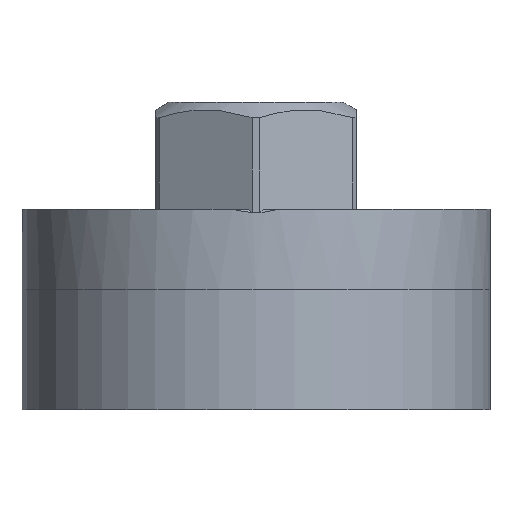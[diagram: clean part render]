
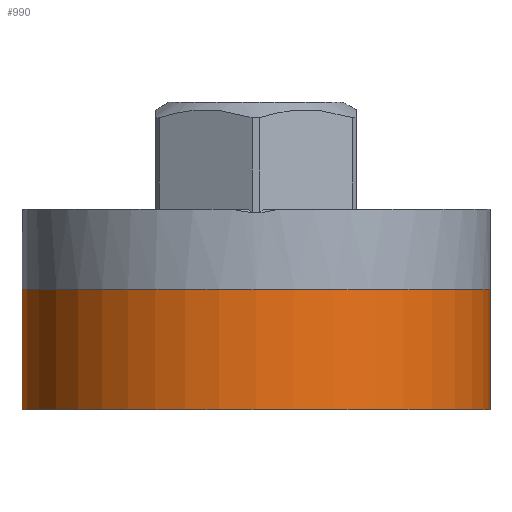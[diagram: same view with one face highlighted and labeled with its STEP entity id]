
A CAD part, front view. The second image highlights one B-rep face of the part: STEP entity #990.
In plain terms, the highlighted free-form (B-spline) face has degree [2, 1] with [7, 2] control points.
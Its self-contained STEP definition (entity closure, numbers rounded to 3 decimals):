
#990 = ADVANCED_FACE('',(#991),#1023,.T.);
#991 = FACE_BOUND('',#992,.T.);
#992 = EDGE_LOOP('',(#993,#1005,#1012,#1022));
#993 = ORIENTED_EDGE('',*,*,#994,.T.);
#994 = EDGE_CURVE('',#995,#995,#997,.T.);
#995 = VERTEX_POINT('',#996);
#996 = CARTESIAN_POINT('',(17.968,0.,0.));
#997 = ( BOUNDED_CURVE() B_SPLINE_CURVE(2,(#998,#999,#1000,#1001,#1002,
#1003,#1004),.UNSPECIFIED.,.T.,.F.) B_SPLINE_CURVE_WITH_KNOTS((1,2,2,2,2
    ,1),(-0.333,0.,0.333,0.667,1.,
1.333),.UNSPECIFIED.) CURVE() GEOMETRIC_REPRESENTATION_ITEM() 
RATIONAL_B_SPLINE_CURVE((1.,0.5,1.,0.5,1.,0.5,1.)) REPRESENTATION_ITEM(
  '') );
#998 = CARTESIAN_POINT('',(17.968,0.,0.));
#999 = CARTESIAN_POINT('',(17.968,31.122,0.));
#1000 = CARTESIAN_POINT('',(-8.984,15.561,0.));
#1001 = CARTESIAN_POINT('',(-35.936,0.,0.));
#1002 = CARTESIAN_POINT('',(-8.984,-15.561,0.));
#1003 = CARTESIAN_POINT('',(17.968,-31.122,0.));
#1004 = CARTESIAN_POINT('',(17.968,0.,0.));
#1005 = ORIENTED_EDGE('',*,*,#1006,.T.);
#1006 = EDGE_CURVE('',#995,#1007,#1009,.T.);
#1007 = VERTEX_POINT('',#1008);
#1008 = CARTESIAN_POINT('',(17.968,0.,9.241));
#1009 = B_SPLINE_CURVE_WITH_KNOTS('',1,(#1010,#1011),.UNSPECIFIED.,.F.,
  .F.,(2,2),(0.,1.),.PIECEWISE_BEZIER_KNOTS.);
#1010 = CARTESIAN_POINT('',(17.968,0.,0.));
#1011 = CARTESIAN_POINT('',(17.968,0.,
    9.241));
#1012 = ORIENTED_EDGE('',*,*,#1013,.F.);
#1013 = EDGE_CURVE('',#1007,#1007,#1014,.T.);
#1014 = ( BOUNDED_CURVE() B_SPLINE_CURVE(2,(#1015,#1016,#1017,#1018,
#1019,#1020,#1021),.UNSPECIFIED.,.T.,.F.) B_SPLINE_CURVE_WITH_KNOTS((1,2
    ,2,2,2,1),(-0.333,0.,0.333,0.667,1.,
1.333),.UNSPECIFIED.) CURVE() GEOMETRIC_REPRESENTATION_ITEM() 
RATIONAL_B_SPLINE_CURVE((1.,0.5,1.,0.5,1.,0.5,1.)) REPRESENTATION_ITEM(
  '') );
#1015 = CARTESIAN_POINT('',(17.968,0.,9.241));
#1016 = CARTESIAN_POINT('',(17.968,31.122,
    9.241));
#1017 = CARTESIAN_POINT('',(-8.984,15.561,
    9.241));
#1018 = CARTESIAN_POINT('',(-35.936,0.,
    9.241));
#1019 = CARTESIAN_POINT('',(-8.984,-15.561,
    9.241));
#1020 = CARTESIAN_POINT('',(17.968,-31.122,
    9.241));
#1021 = CARTESIAN_POINT('',(17.968,0.,9.241));
#1022 = ORIENTED_EDGE('',*,*,#1006,.F.);
#1023 = ( BOUNDED_SURFACE() B_SPLINE_SURFACE(2,1,(
    (#1024,#1025)
    ,(#1026,#1027)
    ,(#1028,#1029)
    ,(#1030,#1031)
    ,(#1032,#1033)
    ,(#1034,#1035)
    ,(#1036,#1037
)),.UNSPECIFIED.,.T.,.F.,.F.) B_SPLINE_SURFACE_WITH_KNOTS((1,2,2,2,2,1),
  (2,2),(-0.333,0.,0.333,0.667,1.,
1.333),(0.,1.),.UNSPECIFIED.) GEOMETRIC_REPRESENTATION_ITEM() 
RATIONAL_B_SPLINE_SURFACE((
    (1.,1.)
    ,(0.5,0.5)
    ,(1.,1.)
    ,(0.5,0.5)
    ,(1.,1.)
    ,(0.5,0.5)
,(1.,1.))) REPRESENTATION_ITEM('') SURFACE() );
#1024 = CARTESIAN_POINT('',(17.968,0.,0.));
#1025 = CARTESIAN_POINT('',(17.968,0.,9.241));
#1026 = CARTESIAN_POINT('',(17.968,31.122,0.));
#1027 = CARTESIAN_POINT('',(17.968,31.122,
    9.241));
#1028 = CARTESIAN_POINT('',(-8.984,15.561,0.));
#1029 = CARTESIAN_POINT('',(-8.984,15.561,
    9.241));
#1030 = CARTESIAN_POINT('',(-35.936,0.,0.));
#1031 = CARTESIAN_POINT('',(-35.936,0.,
    9.241));
#1032 = CARTESIAN_POINT('',(-8.984,-15.561,0.));
#1033 = CARTESIAN_POINT('',(-8.984,-15.561,
    9.241));
#1034 = CARTESIAN_POINT('',(17.968,-31.122,0.));
#1035 = CARTESIAN_POINT('',(17.968,-31.122,
    9.241));
#1036 = CARTESIAN_POINT('',(17.968,0.,0.));
#1037 = CARTESIAN_POINT('',(17.968,0.,9.241));
